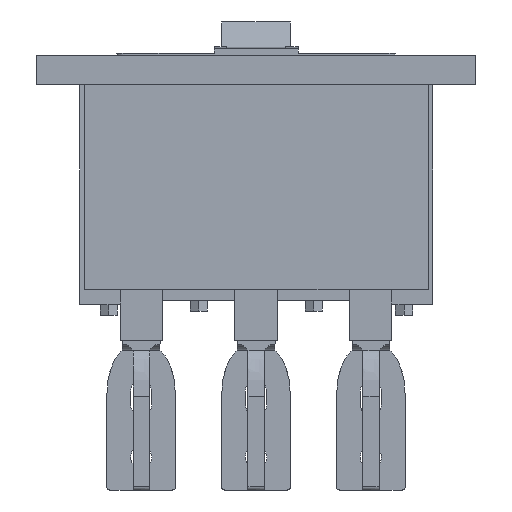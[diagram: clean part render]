
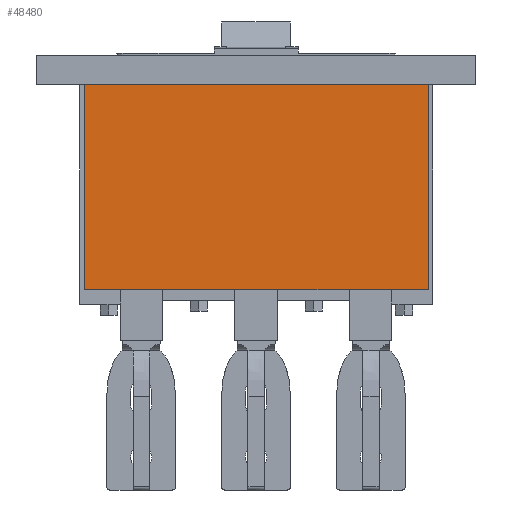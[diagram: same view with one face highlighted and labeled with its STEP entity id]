
A CAD part, front view. The second image highlights one B-rep face of the part: STEP entity #48480.
In plain terms, the highlighted planar face has unit normal (0, -1, 0).
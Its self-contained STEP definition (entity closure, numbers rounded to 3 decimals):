
#42960=CARTESIAN_POINT('',(239.,35.,0.));
#42970=DIRECTION('',(0.,0.,1.));
#42980=VECTOR('',#42970,1.);
#42990=LINE('',#42960,#42980);
#43000=CARTESIAN_POINT('',(239.,35.,-143.));
#43010=VERTEX_POINT('',#43000);
#43020=CARTESIAN_POINT('',(239.,35.,-18.));
#43030=VERTEX_POINT('',#43020);
#43040=EDGE_CURVE('',#43010,#43030,#42990,.T.);
#48180=CARTESIAN_POINT('',(338.,35.,-143.));
#48190=DIRECTION('',(0.,1.,0.));
#48200=DIRECTION('',(0.,0.,-1.));
#48210=AXIS2_PLACEMENT_3D('',#48180,#48190,#48200);
#48220=PLANE('',#48210);
#48230=ORIENTED_EDGE('',*,*,#43040,.T.);
#48240=CARTESIAN_POINT('',(0.,35.,-143.));
#48250=DIRECTION('',(1.,0.,0.));
#48260=VECTOR('',#48250,1.);
#48270=LINE('',#48240,#48260);
#48280=CARTESIAN_POINT('',(29.4,35.,-143.));
#48290=VERTEX_POINT('',#48280);
#48300=EDGE_CURVE('',#48290,#43010,#48270,.T.);
#48310=ORIENTED_EDGE('',*,*,#48300,.T.);
#48320=CARTESIAN_POINT('',(29.4,35.,0.));
#48330=DIRECTION('',(0.,0.,-1.));
#48340=VECTOR('',#48330,1.);
#48350=LINE('',#48320,#48340);
#48360=CARTESIAN_POINT('',(29.4,35.,-18.));
#48370=VERTEX_POINT('',#48360);
#48380=EDGE_CURVE('',#48370,#48290,#48350,.T.);
#48390=ORIENTED_EDGE('',*,*,#48380,.T.);
#48400=CARTESIAN_POINT('',(0.,35.,-18.));
#48410=DIRECTION('',(-1.,0.,0.));
#48420=VECTOR('',#48410,1.);
#48430=LINE('',#48400,#48420);
#48440=EDGE_CURVE('',#43030,#48370,#48430,.T.);
#48450=ORIENTED_EDGE('',*,*,#48440,.T.);
#48460=EDGE_LOOP('',(#48450,#48390,#48310,#48230));
#48470=FACE_OUTER_BOUND('',#48460,.T.);
#48480=ADVANCED_FACE('',(#48470),#48220,.F.);
